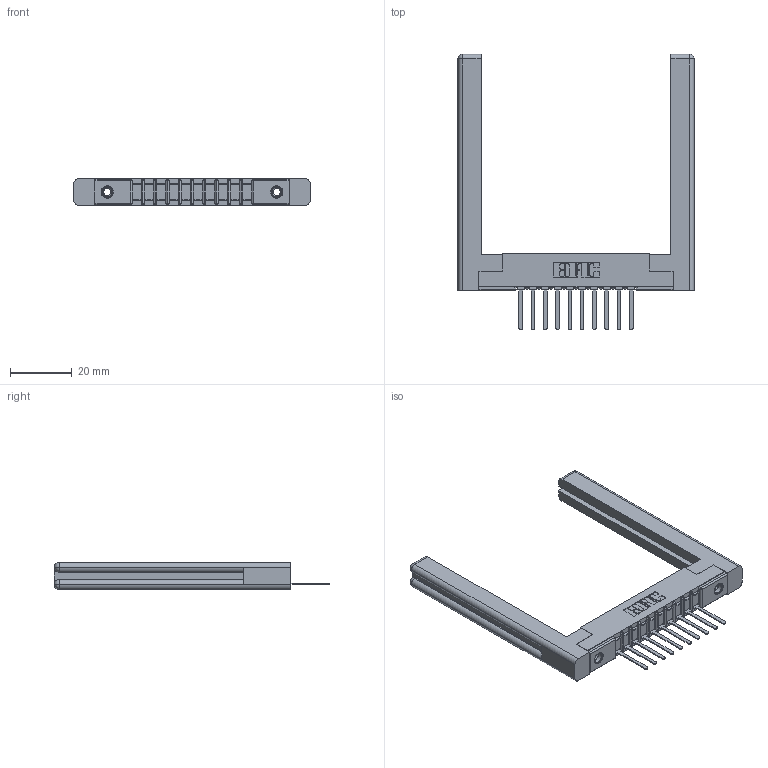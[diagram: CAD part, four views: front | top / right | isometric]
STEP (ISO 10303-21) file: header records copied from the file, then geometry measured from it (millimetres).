
FILE_DESCRIPTION (( 'STEP AP203' ), '1' );
FILE_NAME ('307-010-441-158.STEP', '2020-09-25T08:12:21', ( '' ), ( '' ), 'SwSTEP 2.0', 'SolidWorks 2020', '' );
FILE_SCHEMA (( 'CONFIG_CONTROL_DESIGN' ));
Length unit declared in the file: inch
Products named in the file (5): 307-220-058; 307-010-441-158; 307 Part_.156 Dia Mounting Holes; 307-290-002_541; 345-250-001_345-250-001-102
Assembly tree (15 placements, depth 2):
  307-010-441-158
    307 Part_.156 Dia Mounting Holes
    307-290-002_541  x10
    307-220-058  x2
    345-250-001_345-250-001-102  x2
Bounding box: 76.25 x 88.9 x 8.71 mm (x, y, z)
Volume: 12734.2 mm3; surface area: 13723.3 mm2
Topology: 15 solids, 15 shells, 1011 faces, 2997 edges, 1954 vertices
Faces by surface type: plane 604, cylinder 361, sphere 22, torus 12, cone 12
Entity records: 15869 total; most frequent: CARTESIAN_POINT 2679, ORIENTED_EDGE 2608, DIRECTION 2578, EDGE_CURVE 1304, LINE 980, VECTOR 980, VERTEX_POINT 846, AXIS2_PLACEMENT_3D 799
